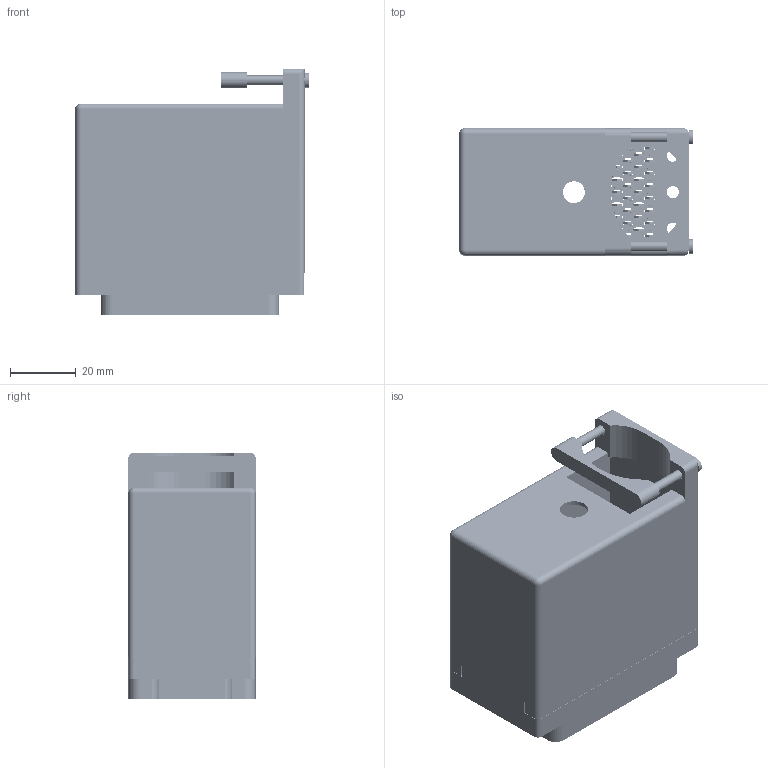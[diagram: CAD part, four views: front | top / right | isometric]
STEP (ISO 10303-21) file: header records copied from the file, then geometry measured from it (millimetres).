
FILE_DESCRIPTION (( 'STEP AP203' ), '1' );
FILE_NAME ('516-120-541-160.STEP', '2020-03-11T11:19:35', ( '' ), ( '' ), 'SwSTEP 2.0', 'SolidWorks 2016', '' );
FILE_SCHEMA (( 'CONFIG_CONTROL_DESIGN' ));
Length unit declared in the file: inch
Products named in the file (4): 516-292-001_541 Contact; 516-120-541-160; 516 Plug Insulator_120; 516-230-001_Metal - 120 Top Entry
Assembly tree (122 placements, depth 2):
  516-120-541-160
    516 Plug Insulator_120
    516-292-001_541 Contact  x120
    516-230-001_Metal - 120 Top Entry
Bounding box: 71.25 x 38.86 x 75.26 mm (x, y, z)
Volume: 42266.7 mm3; surface area: 77155.5 mm2
Topology: 122 solids, 122 shells, 11083 faces, 32230 edges, 21400 vertices
Faces by surface type: plane 6873, cylinder 3486, bspline 720, cone 2, sphere 2
Entity records: 89163 total; most frequent: CARTESIAN_POINT 15417, ORIENTED_EDGE 14952, DIRECTION 14444, EDGE_CURVE 7476, LINE 5696, VECTOR 5696, VERTEX_POINT 4978, AXIS2_PLACEMENT_3D 4374
